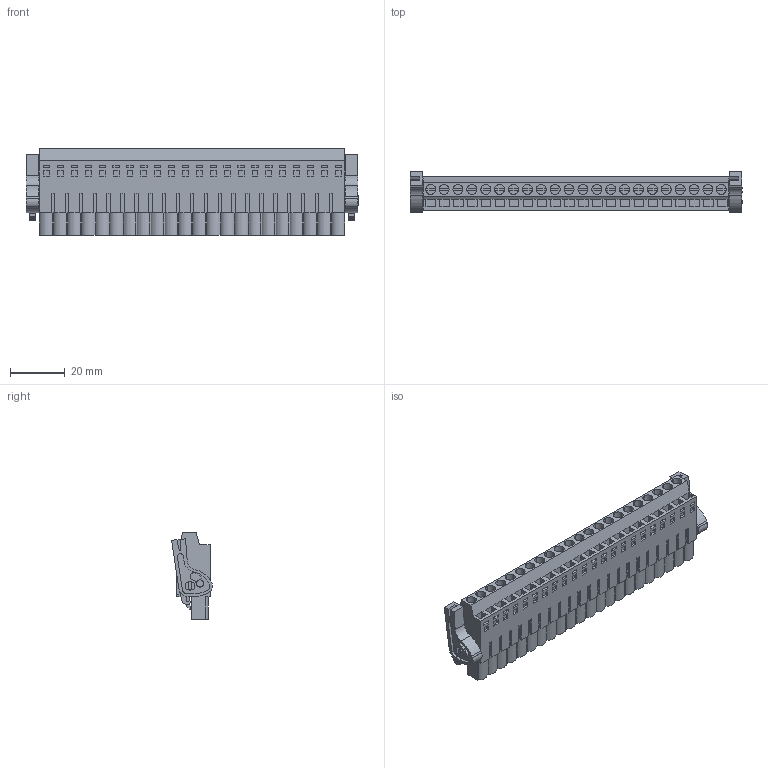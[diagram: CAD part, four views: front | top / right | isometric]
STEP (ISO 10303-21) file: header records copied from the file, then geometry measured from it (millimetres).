
FILE_DESCRIPTION(('CATIA V5 STEP Exchange','CAx-IF Rec.Pracs.--- Model Styling and Organization---1.2---2011-12-15'),'2;1');
FILE_NAME ('D1458713_0_1890420000_1890420000.stp','2017-10-31T20:45:03+00:00',('none'),('Weidmueller'),'CATIA Version 5-6 Release 2014','CATIA V5 STEP AP214','none');
FILE_SCHEMA(('AUTOMOTIVE_DESIGN { 1 0 10303 214 1 1 1 1 }'));
Length unit declared in the file: millimetre
Products named in the file (1): 1890420000
Bounding box: 121.46 x 14.91 x 31.8 mm (x, y, z)
Volume: 31140.6 mm3; surface area: 18113.4 mm2
Topology: 25 solids, 25 shells, 1573 faces, 4390 edges, 2989 vertices
Faces by surface type: plane 1305, cylinder 268
Entity records: 48737 total; most frequent: CARTESIAN_POINT 9176, ORIENTED_EDGE 8780, DIRECTION 6260, EDGE_CURVE 4390, VECTOR 3746, LINE 3746, VERTEX_POINT 2989, EDGE_LOOP 1703
